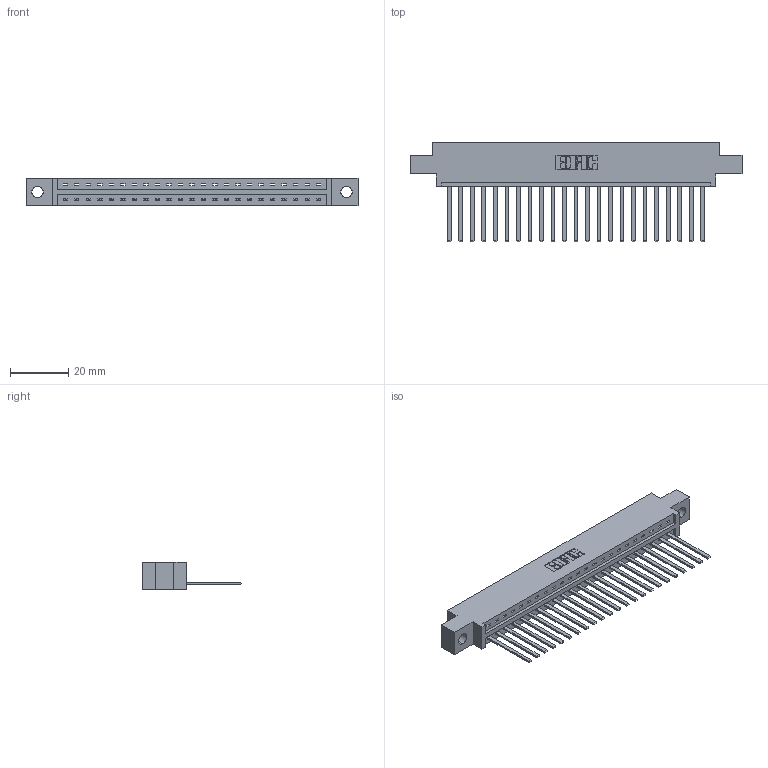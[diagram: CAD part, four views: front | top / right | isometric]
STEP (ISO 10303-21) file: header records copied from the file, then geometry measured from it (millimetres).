
FILE_DESCRIPTION (( 'STEP AP203' ), '1' );
FILE_NAME ('337-023-544-604.STEP', '2018-08-05T17:30:54', ( '' ), ( '' ), 'SwSTEP 2.0', 'SolidWorks 2016', '' );
FILE_SCHEMA (( 'CONFIG_CONTROL_DESIGN' ));
Length unit declared in the file: inch
Products named in the file (3): 337-023-544-604; 337 Part_0.170 Offset - 0.156 Dia-TH; 345-292-001_345-293-144
Assembly tree (24 placements, depth 2):
  337-023-544-604
    337 Part_0.170 Offset - 0.156 Dia-TH
    345-292-001_345-293-144  x23
Bounding box: 114.15 x 34.3 x 9.4 mm (x, y, z)
Volume: 11687 mm3; surface area: 12739.3 mm2
Topology: 24 solids, 24 shells, 1406 faces, 4233 edges, 2790 vertices
Faces by surface type: plane 1040, cylinder 366
Entity records: 19505 total; most frequent: CARTESIAN_POINT 3403, ORIENTED_EDGE 3362, DIRECTION 2899, EDGE_CURVE 1681, LINE 1557, VECTOR 1557, VERTEX_POINT 1118, AXIS2_PLACEMENT_3D 671
